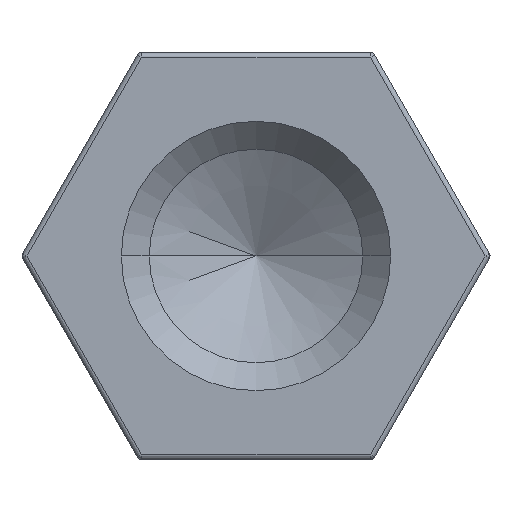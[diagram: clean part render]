
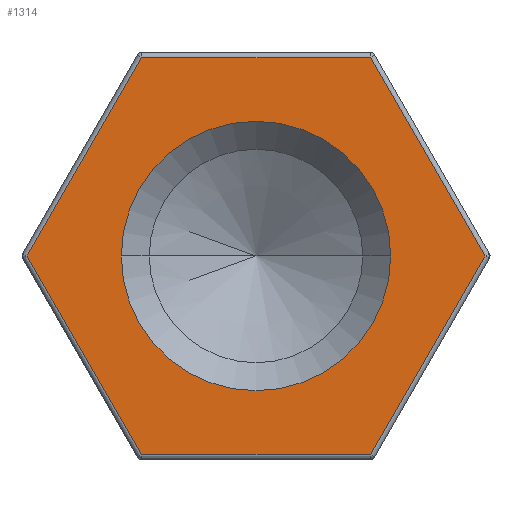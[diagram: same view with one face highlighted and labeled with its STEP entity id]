
A CAD part, left-side view. The second image highlights one B-rep face of the part: STEP entity #1314.
In plain terms, the highlighted planar face has unit normal (-1, 0, 0).
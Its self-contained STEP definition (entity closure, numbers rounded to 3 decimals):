
#2 = CIRCLE ( 'NONE', #1301, 2.65 ) ;
#4 = CARTESIAN_POINT ( 'NONE',  ( 0., -2.252, 3.9 ) ) ;
#21 = FACE_OUTER_BOUND ( 'NONE', #950, .T. ) ;
#46 = CARTESIAN_POINT ( 'NONE',  ( 0., 0., 0. ) ) ;
#64 = FACE_BOUND ( 'NONE', #543, .T. ) ;
#79 = DIRECTION ( 'NONE',  ( 0., 0.5, -0.866 ) ) ;
#96 = PLANE ( 'NONE',  #265 ) ;
#111 = AXIS2_PLACEMENT_3D ( 'NONE', #1267, #522, #1323 ) ;
#156 = VECTOR ( 'NONE', #625, 1000. ) ;
#159 = LINE ( 'NONE', #475, #156 ) ;
#160 = CARTESIAN_POINT ( 'NONE',  ( 0., -3.377, 1.95 ) ) ;
#167 = VECTOR ( 'NONE', #767, 1000. ) ;
#170 = LINE ( 'NONE', #1047, #173 ) ;
#173 = VECTOR ( 'NONE', #79, 1000. ) ;
#177 = LINE ( 'NONE', #205, #188 ) ;
#181 = DIRECTION ( 'NONE',  ( 0., 1., 0. ) ) ;
#188 = VECTOR ( 'NONE', #1244, 1000. ) ;
#196 = CARTESIAN_POINT ( 'NONE',  ( 0., 2.252, -3.9 ) ) ;
#205 = CARTESIAN_POINT ( 'NONE',  ( 0., 0., -3.9 ) ) ;
#207 = LINE ( 'NONE', #1161, #167 ) ;
#225 = DIRECTION ( 'NONE',  ( 0., 1., 0. ) ) ;
#265 = AXIS2_PLACEMENT_3D ( 'NONE', #1420, #1368, #225 ) ;
#302 = VECTOR ( 'NONE', #988, 1000. ) ;
#309 = VECTOR ( 'NONE', #1271, 1000. ) ;
#312 = LINE ( 'NONE', #376, #302 ) ;
#315 = LINE ( 'NONE', #160, #309 ) ;
#318 = CIRCLE ( 'NONE', #111, 2.65 ) ;
#376 = CARTESIAN_POINT ( 'NONE',  ( 0., 0., 3.9 ) ) ;
#429 = EDGE_CURVE ( 'NONE', #619, #903, #315, .T. ) ;
#442 = EDGE_CURVE ( 'NONE', #603, #1288, #318, .T. ) ;
#453 = EDGE_CURVE ( 'NONE', #903, #973, #312, .T. ) ;
#475 = CARTESIAN_POINT ( 'NONE',  ( 0., 3.377, -1.95 ) ) ;
#487 = CARTESIAN_POINT ( 'NONE',  ( 0., -2.65, 0. ) ) ;
#522 = DIRECTION ( 'NONE',  ( 1., 0., 0. ) ) ;
#543 = EDGE_LOOP ( 'NONE', ( #1104, #1143 ) ) ;
#603 = VERTEX_POINT ( 'NONE', #867 ) ;
#619 = VERTEX_POINT ( 'NONE', #1128 ) ;
#625 = DIRECTION ( 'NONE',  ( 0., -0.5, -0.866 ) ) ;
#639 = VERTEX_POINT ( 'NONE', #196 ) ;
#665 = EDGE_CURVE ( 'NONE', #639, #1063, #177, .T. ) ;
#669 = EDGE_CURVE ( 'NONE', #1063, #619, #207, .T. ) ;
#682 = EDGE_CURVE ( 'NONE', #973, #808, #170, .T. ) ;
#694 = EDGE_CURVE ( 'NONE', #808, #639, #159, .T. ) ;
#767 = DIRECTION ( 'NONE',  ( 0., -0.5, 0.866 ) ) ;
#808 = VERTEX_POINT ( 'NONE', #936 ) ;
#864 = CARTESIAN_POINT ( 'NONE',  ( 0., 2.252, 3.9 ) ) ;
#867 = CARTESIAN_POINT ( 'NONE',  ( 0., 2.65, 0. ) ) ;
#903 = VERTEX_POINT ( 'NONE', #4 ) ;
#936 = CARTESIAN_POINT ( 'NONE',  ( 0., 4.503, 0. ) ) ;
#950 = EDGE_LOOP ( 'NONE', ( #1017, #1019, #1026, #1064, #1070, #1074 ) ) ;
#973 = VERTEX_POINT ( 'NONE', #864 ) ;
#988 = DIRECTION ( 'NONE',  ( 0., 1., 0. ) ) ;
#1000 = EDGE_CURVE ( 'NONE', #1288, #603, #2, .T. ) ;
#1013 = DIRECTION ( 'NONE',  ( 1., 0., 0. ) ) ;
#1017 = ORIENTED_EDGE ( 'NONE', *, *, #429, .T. ) ;
#1019 = ORIENTED_EDGE ( 'NONE', *, *, #453, .T. ) ;
#1026 = ORIENTED_EDGE ( 'NONE', *, *, #682, .T. ) ;
#1047 = CARTESIAN_POINT ( 'NONE',  ( 0., 3.377, 1.95 ) ) ;
#1063 = VERTEX_POINT ( 'NONE', #1239 ) ;
#1064 = ORIENTED_EDGE ( 'NONE', *, *, #694, .T. ) ;
#1070 = ORIENTED_EDGE ( 'NONE', *, *, #665, .T. ) ;
#1074 = ORIENTED_EDGE ( 'NONE', *, *, #669, .T. ) ;
#1104 = ORIENTED_EDGE ( 'NONE', *, *, #442, .T. ) ;
#1128 = CARTESIAN_POINT ( 'NONE',  ( 0., -4.503, 0. ) ) ;
#1143 = ORIENTED_EDGE ( 'NONE', *, *, #1000, .T. ) ;
#1161 = CARTESIAN_POINT ( 'NONE',  ( 0., -3.377, -1.95 ) ) ;
#1239 = CARTESIAN_POINT ( 'NONE',  ( 0., -2.252, -3.9 ) ) ;
#1244 = DIRECTION ( 'NONE',  ( 0., -1., 0. ) ) ;
#1267 = CARTESIAN_POINT ( 'NONE',  ( 0., 0., 0. ) ) ;
#1271 = DIRECTION ( 'NONE',  ( 0., 0.5, 0.866 ) ) ;
#1288 = VERTEX_POINT ( 'NONE', #487 ) ;
#1301 = AXIS2_PLACEMENT_3D ( 'NONE', #46, #1013, #181 ) ;
#1314 = ADVANCED_FACE ( 'NONE', ( #21, #64 ), #96, .F. ) ;
#1323 = DIRECTION ( 'NONE',  ( 0., 1., 0. ) ) ;
#1368 = DIRECTION ( 'NONE',  ( 1., 0., 0. ) ) ;
#1420 = CARTESIAN_POINT ( 'NONE',  ( 0., 0., 0. ) ) ;
